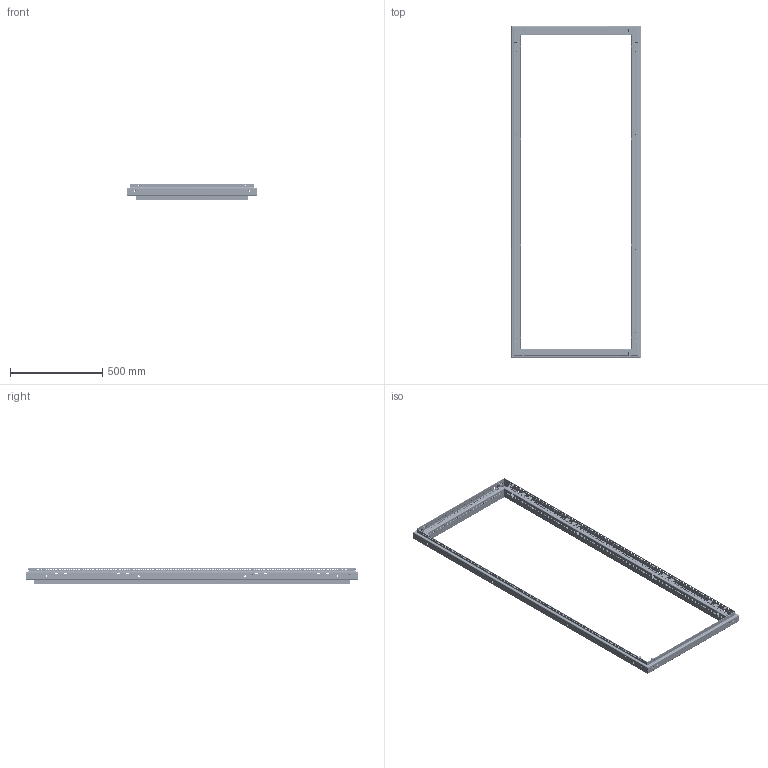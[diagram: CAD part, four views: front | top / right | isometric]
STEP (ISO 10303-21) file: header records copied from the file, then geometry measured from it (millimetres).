
FILE_DESCRIPTION (( 'STEP AP214' ), '1' );
FILE_NAME ('Ñâàðíàÿ ðàìà W700H1800.STEP', '2024-08-14T09:40:33', ( '' ), ( '' ), 'SwSTEP 2.0', 'SolidWorks 2021', '' );
FILE_SCHEMA (( 'AUTOMOTIVE_DESIGN' ));
Length unit declared in the file: millimetre
Products named in the file (11): Çàêëåïêà ðåçüáîâàÿ Ì6 øåñòèãðàííàÿ ñ óìåíüøåííûì áîðòîì; 600.000; Ãîðèçîíòàëüíûé ïðîôèëü W700; Áîêîâîé ïðîôèëü1 H1800; Ãîðèçîíòàëüíûé ïðîôèëü2 W700; Áîêîâîé ïðîôèëü H1800; Çàêëåïêà ðåçüáîâàÿ Ì8 øåñòèãðàííàÿ ñ óìåíüøåííûì áîðòîì; Áîêîâîé ïðîôèëü2 H1800; Ñâàðíàÿ ðàìà W700H1800; Ãîðèçîíòàëüíûé ïðîôèëü1 W700; Áîáûøêà
Assembly tree (46 placements, depth 3):
  Ñâàðíàÿ ðàìà W700H1800
    Ãîðèçîíòàëüíûé ïðîôèëü W700  x2
      Ãîðèçîíòàëüíûé ïðîôèëü1 W700
      Ãîðèçîíòàëüíûé ïðîôèëü2 W700
      600.000
      Áîáûøêà
    Áîêîâîé ïðîôèëü H1800  x2
      Áîêîâîé ïðîôèëü1 H1800
      Áîêîâîé ïðîôèëü2 H1800
    Çàêëåïêà ðåçüáîâàÿ Ì8 øåñòèãðàííàÿ ñ óìåíüøåííûì áîðòîì  x8
    Çàêëåïêà ðåçüáîâàÿ Ì6 øåñòèãðàííàÿ ñ óìåíüøåííûì áîðòîì  x26
Bounding box: 701.2 x 1796 x 89.35 mm (x, y, z)
Volume: 2139487.8 mm3; surface area: 2225440.7 mm2
Topology: 50 solids, 50 shells, 5518 faces, 15632 edges, 10236 vertices
Faces by surface type: plane 3210, cylinder 1958, cone 212, bspline 138
Entity records: 73684 total; most frequent: CARTESIAN_POINT 17383, ORIENTED_EDGE 11682, DIRECTION 10877, EDGE_CURVE 5841, VECTOR 4521, LINE 4521, VERTEX_POINT 3850, AXIS2_PLACEMENT_3D 3178
